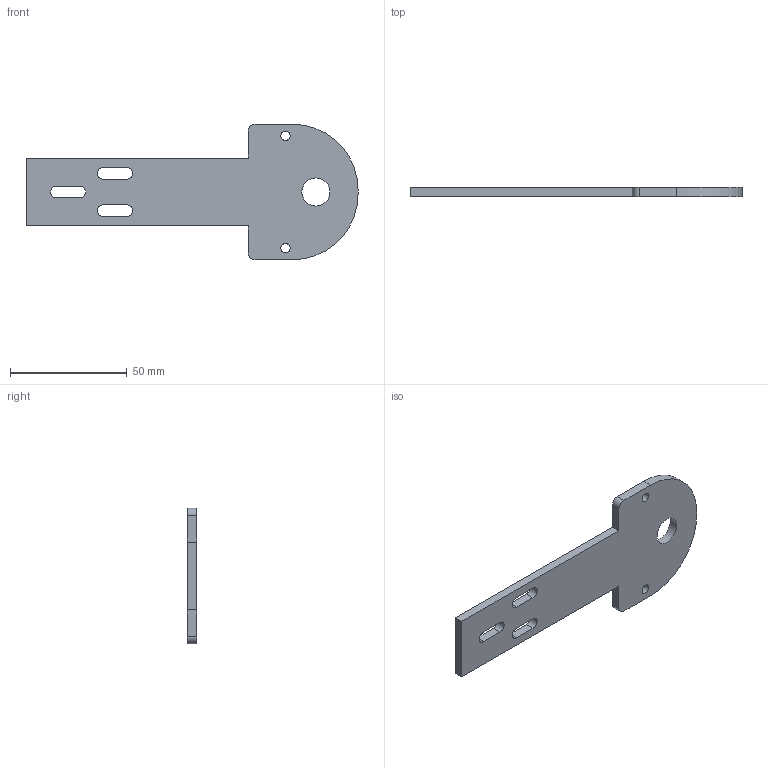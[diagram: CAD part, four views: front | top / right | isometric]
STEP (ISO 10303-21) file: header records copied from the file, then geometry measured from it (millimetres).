
FILE_DESCRIPTION(/* description */ (''),/* implementation_level */ '2;1');
FILE_NAME(/* name */ 'Support moteur lunette astro v1.step',/* time_stamp */ '2019-12-22T10:19:33+01:00',/* author */ (''),/* organization */ (''),/* preprocessor_version */ 'ST-DEVELOPER v18',/* originating_system */ 'Autodesk Translation Framework v8.12.0.6',/* authorisation */ '');
FILE_SCHEMA (('AUTOMOTIVE_DESIGN { 1 0 10303 214 3 1 1 }'));
Length unit declared in the file: millimetre
Products named in the file (1): Support moteur lunette astro
Bounding box: 142 x 4 x 58 mm (x, y, z)
Volume: 19174 mm3; surface area: 11760.4 mm2
Topology: 1 solids, 1 shells, 29 faces, 81 edges, 54 vertices
Faces by surface type: plane 16, cylinder 13
Full cylindrical faces by diameter (mm): 4 x2, 12 x1
Entity records: 998 total; most frequent: DIRECTION 167, CARTESIAN_POINT 165, ORIENTED_EDGE 162, EDGE_CURVE 81, AXIS2_PLACEMENT_3D 56, LINE 55, VECTOR 55, VERTEX_POINT 54
